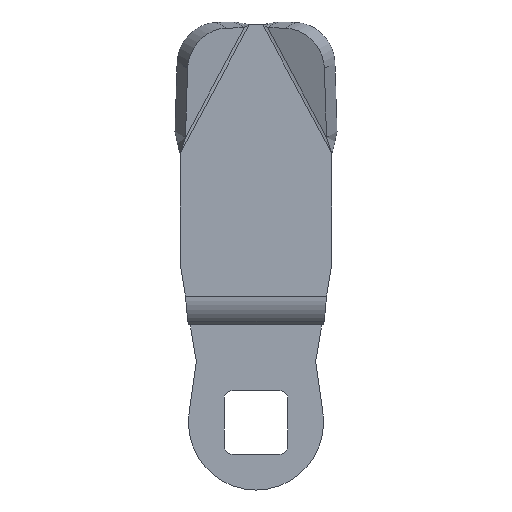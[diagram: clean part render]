
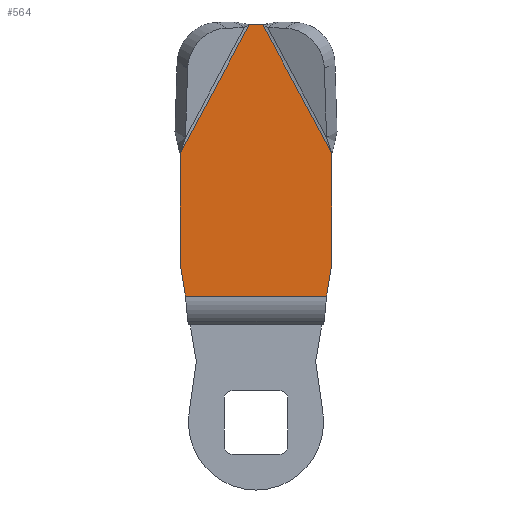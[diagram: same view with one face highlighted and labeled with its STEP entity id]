
A CAD part, front view. The second image highlights one B-rep face of the part: STEP entity #564.
In plain terms, the highlighted planar face has unit normal (0, -1, 0).
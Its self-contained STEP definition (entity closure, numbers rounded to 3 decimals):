
#3 = CARTESIAN_POINT ( 'NONE',  ( -9.55, -6., 20. ) ) ;
#5 = CARTESIAN_POINT ( 'NONE',  ( 7.5, -6., 7.65 ) ) ;
#28 = VERTEX_POINT ( 'NONE', #868 ) ;
#70 = EDGE_CURVE ( 'NONE', #1668, #854, #495, .T. ) ;
#121 = CARTESIAN_POINT ( 'NONE',  ( -9.55, -6., 20. ) ) ;
#122 = DIRECTION ( 'NONE',  ( -0.473, 0., 0.881 ) ) ;
#127 = VECTOR ( 'NONE', #1524, 1000. ) ;
#167 = DIRECTION ( 'NONE',  ( 0., -1., 0. ) ) ;
#196 = LINE ( 'NONE', #1690, #489 ) ;
#202 = LINE ( 'NONE', #1011, #127 ) ;
#268 = DIRECTION ( 'NONE',  ( 1., 0., 0. ) ) ;
#289 = VERTEX_POINT ( 'NONE', #3 ) ;
#311 = FACE_OUTER_BOUND ( 'NONE', #732, .T. ) ;
#374 = VECTOR ( 'NONE', #1343, 1000. ) ;
#376 = EDGE_CURVE ( 'NONE', #662, #902, #691, .T. ) ;
#396 = CARTESIAN_POINT ( 'NONE',  ( -4.55, -6., 15.887 ) ) ;
#406 = LINE ( 'NONE', #396, #1097 ) ;
#433 = VERTEX_POINT ( 'NONE', #938 ) ;
#453 = ORIENTED_EDGE ( 'NONE', *, *, #1617, .F. ) ;
#462 = ORIENTED_EDGE ( 'NONE', *, *, #1381, .T. ) ;
#489 = VECTOR ( 'NONE', #639, 1000. ) ;
#495 = LINE ( 'NONE', #727, #756 ) ;
#496 = CARTESIAN_POINT ( 'NONE',  ( 8.867, -6., 15.887 ) ) ;
#564 = ADVANCED_FACE ( 'NONE', ( #311 ), #1145, .T. ) ;
#576 = CARTESIAN_POINT ( 'NONE',  ( -4.55, -6., 44.319 ) ) ;
#599 = DIRECTION ( 'NONE',  ( 1., 0., 0. ) ) ;
#625 = EDGE_CURVE ( 'NONE', #1668, #902, #1637, .T. ) ;
#639 = DIRECTION ( 'NONE',  ( -0.164, 0., 0.987 ) ) ;
#647 = VECTOR ( 'NONE', #599, 1000. ) ;
#662 = VERTEX_POINT ( 'NONE', #1658 ) ;
#691 = LINE ( 'NONE', #822, #1108 ) ;
#725 = CARTESIAN_POINT ( 'NONE',  ( -0.846, -6., 50. ) ) ;
#727 = CARTESIAN_POINT ( 'NONE',  ( -0.846, -6., 50. ) ) ;
#732 = EDGE_LOOP ( 'NONE', ( #1318, #764, #1684, #462, #1001, #453, #1516, #1142 ) ) ;
#756 = VECTOR ( 'NONE', #1033, 1000. ) ;
#764 = ORIENTED_EDGE ( 'NONE', *, *, #814, .F. ) ;
#814 = EDGE_CURVE ( 'NONE', #289, #854, #965, .T. ) ;
#822 = CARTESIAN_POINT ( 'NONE',  ( 9.55, -6., 33.782 ) ) ;
#842 = DIRECTION ( 'NONE',  ( 0., 0., -1. ) ) ;
#854 = VERTEX_POINT ( 'NONE', #955 ) ;
#868 = CARTESIAN_POINT ( 'NONE',  ( 9.55, -6., 20. ) ) ;
#902 = VERTEX_POINT ( 'NONE', #1135 ) ;
#938 = CARTESIAN_POINT ( 'NONE',  ( -8.867, -6., 15.887 ) ) ;
#955 = CARTESIAN_POINT ( 'NONE',  ( -9.55, -6., 33.782 ) ) ;
#965 = LINE ( 'NONE', #121, #1037 ) ;
#1001 = ORIENTED_EDGE ( 'NONE', *, *, #1197, .F. ) ;
#1011 = CARTESIAN_POINT ( 'NONE',  ( 9.55, -6., 20. ) ) ;
#1030 = EDGE_CURVE ( 'NONE', #433, #289, #196, .T. ) ;
#1033 = DIRECTION ( 'NONE',  ( -0.473, 0., -0.881 ) ) ;
#1037 = VECTOR ( 'NONE', #1056, 1000. ) ;
#1056 = DIRECTION ( 'NONE',  ( 0., 0., 1. ) ) ;
#1090 = VERTEX_POINT ( 'NONE', #496 ) ;
#1097 = VECTOR ( 'NONE', #268, 1000. ) ;
#1108 = VECTOR ( 'NONE', #122, 1000. ) ;
#1135 = CARTESIAN_POINT ( 'NONE',  ( 0.846, -6., 50. ) ) ;
#1142 = ORIENTED_EDGE ( 'NONE', *, *, #625, .F. ) ;
#1145 = PLANE ( 'NONE',  #1583 ) ;
#1197 = EDGE_CURVE ( 'NONE', #28, #1090, #1335, .T. ) ;
#1256 = CARTESIAN_POINT ( 'NONE',  ( -4.55, -6., 50. ) ) ;
#1318 = ORIENTED_EDGE ( 'NONE', *, *, #70, .T. ) ;
#1335 = LINE ( 'NONE', #5, #374 ) ;
#1343 = DIRECTION ( 'NONE',  ( -0.164, 0., -0.987 ) ) ;
#1381 = EDGE_CURVE ( 'NONE', #433, #1090, #406, .T. ) ;
#1516 = ORIENTED_EDGE ( 'NONE', *, *, #376, .T. ) ;
#1524 = DIRECTION ( 'NONE',  ( 0., 0., -1. ) ) ;
#1583 = AXIS2_PLACEMENT_3D ( 'NONE', #576, #167, #842 ) ;
#1617 = EDGE_CURVE ( 'NONE', #662, #28, #202, .T. ) ;
#1637 = LINE ( 'NONE', #1256, #647 ) ;
#1658 = CARTESIAN_POINT ( 'NONE',  ( 9.55, -6., 33.782 ) ) ;
#1668 = VERTEX_POINT ( 'NONE', #725 ) ;
#1684 = ORIENTED_EDGE ( 'NONE', *, *, #1030, .F. ) ;
#1690 = CARTESIAN_POINT ( 'NONE',  ( -7.5, -6., 7.65 ) ) ;
